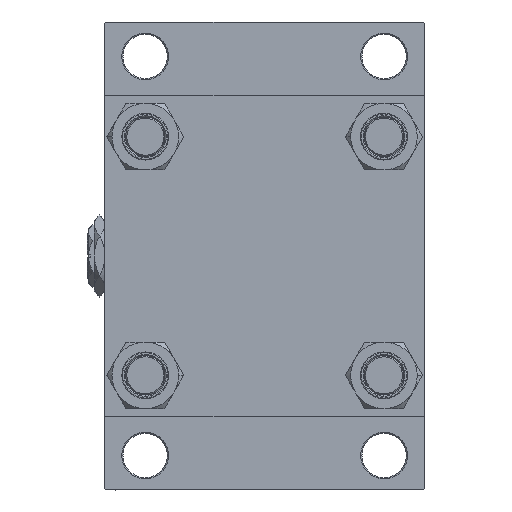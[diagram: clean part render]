
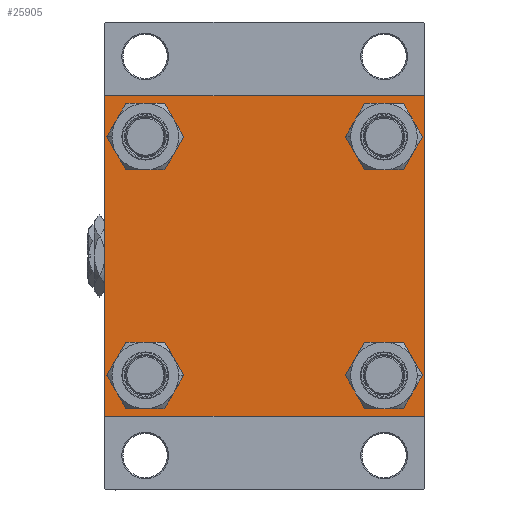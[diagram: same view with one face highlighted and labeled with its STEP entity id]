
A CAD part, left-side view. The second image highlights one B-rep face of the part: STEP entity #25905.
In plain terms, the highlighted planar face has unit normal (-1, 0, 0).
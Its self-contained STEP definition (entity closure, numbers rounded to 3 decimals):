
#448 = CARTESIAN_POINT ( 'NONE',  ( 0., 65., -64.5 ) ) ;
#559 = DIRECTION ( 'NONE',  ( 0., 0.707, 0.707 ) ) ;
#942 = ORIENTED_EDGE ( 'NONE', *, *, #29295, .T. ) ;
#1157 = CARTESIAN_POINT ( 'NONE',  ( 0., -48.45, -56.95 ) ) ;
#1352 = DIRECTION ( 'NONE',  ( 0., -1., 0. ) ) ;
#1685 = DIRECTION ( 'NONE',  ( 0., 0., -1. ) ) ;
#1707 = CIRCLE ( 'NONE', #6576, 8.5 ) ;
#2021 = EDGE_CURVE ( 'NONE', #31863, #46831, #48714, .T. ) ;
#2056 = DIRECTION ( 'NONE',  ( 0., 0., 1. ) ) ;
#2133 = DIRECTION ( 'NONE',  ( 0., 0.707, -0.707 ) ) ;
#2650 = LINE ( 'NONE', #45410, #45041 ) ;
#2684 = ORIENTED_EDGE ( 'NONE', *, *, #23830, .F. ) ;
#2989 = DIRECTION ( 'NONE',  ( 0., 0., 1. ) ) ;
#2997 = DIRECTION ( 'NONE',  ( 0., 0., 1. ) ) ;
#3011 = CIRCLE ( 'NONE', #31457, 8.5 ) ;
#3248 = EDGE_LOOP ( 'NONE', ( #14653, #46006 ) ) ;
#3583 = LINE ( 'NONE', #34383, #26043 ) ;
#3608 = VERTEX_POINT ( 'NONE', #40060 ) ;
#3998 = EDGE_CURVE ( 'NONE', #3608, #39682, #14678, .T. ) ;
#4366 = EDGE_CURVE ( 'NONE', #27790, #45831, #3583, .T. ) ;
#5045 = VECTOR ( 'NONE', #2133, 1000. ) ;
#5201 = VERTEX_POINT ( 'NONE', #1157 ) ;
#5616 = VECTOR ( 'NONE', #1685, 1000. ) ;
#6412 = EDGE_CURVE ( 'NONE', #10204, #39676, #20700, .T. ) ;
#6576 = AXIS2_PLACEMENT_3D ( 'NONE', #14473, #29986, #2997 ) ;
#6672 = CIRCLE ( 'NONE', #42448, 8.5 ) ;
#7148 = CIRCLE ( 'NONE', #10411, 8.5 ) ;
#7191 = LINE ( 'NONE', #14601, #5045 ) ;
#7697 = CARTESIAN_POINT ( 'NONE',  ( 0., -64.75, 64.75 ) ) ;
#7811 = DIRECTION ( 'NONE',  ( 1., 0., 0. ) ) ;
#7902 = DIRECTION ( 'NONE',  ( 1., 0., 0. ) ) ;
#8148 = EDGE_CURVE ( 'NONE', #44568, #11281, #6672, .T. ) ;
#8285 = CARTESIAN_POINT ( 'NONE',  ( 0., 48.45, -56.95 ) ) ;
#8590 = VERTEX_POINT ( 'NONE', #12340 ) ;
#8804 = EDGE_CURVE ( 'NONE', #10204, #41985, #7191, .T. ) ;
#8893 = EDGE_CURVE ( 'NONE', #39553, #39676, #34671, .T. ) ;
#9439 = CARTESIAN_POINT ( 'NONE',  ( 0., 65., 65. ) ) ;
#9775 = ORIENTED_EDGE ( 'NONE', *, *, #8148, .T. ) ;
#10204 = VERTEX_POINT ( 'NONE', #50229 ) ;
#10411 = AXIS2_PLACEMENT_3D ( 'NONE', #16964, #32462, #31704 ) ;
#11281 = VERTEX_POINT ( 'NONE', #29278 ) ;
#11795 = DIRECTION ( 'NONE',  ( 0., 0., 1. ) ) ;
#12340 = CARTESIAN_POINT ( 'NONE',  ( 0., -48.45, 39.95 ) ) ;
#12394 = AXIS2_PLACEMENT_3D ( 'NONE', #49907, #7902, #27240 ) ;
#12660 = LINE ( 'NONE', #12911, #5616 ) ;
#12911 = CARTESIAN_POINT ( 'NONE',  ( 0., -65., 65. ) ) ;
#13071 = EDGE_LOOP ( 'NONE', ( #23270, #40285, #32333, #41669, #2684, #23018, #46110, #24857 ) ) ;
#13263 = DIRECTION ( 'NONE',  ( 0., 0., -1. ) ) ;
#13342 = CARTESIAN_POINT ( 'NONE',  ( 0., 65., 64.5 ) ) ;
#14219 = FACE_BOUND ( 'NONE', #44050, .T. ) ;
#14473 = CARTESIAN_POINT ( 'NONE',  ( 0., 48.45, -48.45 ) ) ;
#14601 = CARTESIAN_POINT ( 'NONE',  ( 0., 64.75, 64.75 ) ) ;
#14653 = ORIENTED_EDGE ( 'NONE', *, *, #27165, .T. ) ;
#14666 = DIRECTION ( 'NONE',  ( 0., 0., 1. ) ) ;
#14678 = LINE ( 'NONE', #49292, #46339 ) ;
#15334 = CIRCLE ( 'NONE', #43776, 8.5 ) ;
#16110 = DIRECTION ( 'NONE',  ( 1., 0., 0. ) ) ;
#16144 = AXIS2_PLACEMENT_3D ( 'NONE', #26895, #7811, #42925 ) ;
#16964 = CARTESIAN_POINT ( 'NONE',  ( 0., 48.45, 48.45 ) ) ;
#16965 = EDGE_CURVE ( 'NONE', #45831, #3608, #2650, .T. ) ;
#17269 = DIRECTION ( 'NONE',  ( 0., 0., 1. ) ) ;
#17763 = CARTESIAN_POINT ( 'NONE',  ( 0., -48.45, 56.95 ) ) ;
#18132 = VERTEX_POINT ( 'NONE', #23214 ) ;
#18183 = DIRECTION ( 'NONE',  ( 0., -1., 0. ) ) ;
#18339 = CARTESIAN_POINT ( 'NONE',  ( 0., 48.45, 48.45 ) ) ;
#18715 = CARTESIAN_POINT ( 'NONE',  ( 0., -48.45, -48.45 ) ) ;
#19408 = CARTESIAN_POINT ( 'NONE',  ( 0., -48.45, 48.45 ) ) ;
#19880 = ORIENTED_EDGE ( 'NONE', *, *, #2021, .T. ) ;
#20700 = LINE ( 'NONE', #44605, #22042 ) ;
#21632 = AXIS2_PLACEMENT_3D ( 'NONE', #33799, #41427, #2989 ) ;
#22042 = VECTOR ( 'NONE', #1352, 1000. ) ;
#22086 = FACE_OUTER_BOUND ( 'NONE', #13071, .T. ) ;
#22684 = EDGE_LOOP ( 'NONE', ( #36223, #37030 ) ) ;
#23018 = ORIENTED_EDGE ( 'NONE', *, *, #8893, .T. ) ;
#23214 = CARTESIAN_POINT ( 'NONE',  ( 0., -48.45, -39.95 ) ) ;
#23270 = ORIENTED_EDGE ( 'NONE', *, *, #31685, .T. ) ;
#23830 = EDGE_CURVE ( 'NONE', #39553, #39682, #12660, .T. ) ;
#23930 = CARTESIAN_POINT ( 'NONE',  ( 0., 48.45, 39.95 ) ) ;
#24099 = CARTESIAN_POINT ( 'NONE',  ( 0., -65., 64.5 ) ) ;
#24726 = ORIENTED_EDGE ( 'NONE', *, *, #39350, .T. ) ;
#24857 = ORIENTED_EDGE ( 'NONE', *, *, #8804, .T. ) ;
#25173 = AXIS2_PLACEMENT_3D ( 'NONE', #25644, #41160, #17269 ) ;
#25624 = DIRECTION ( 'NONE',  ( 0., -0.707, 0.707 ) ) ;
#25644 = CARTESIAN_POINT ( 'NONE',  ( 0., 48.45, -48.45 ) ) ;
#25905 = ADVANCED_FACE ( 'NONE', ( #37862, #49079, #14219, #34041, #22086 ), #37612, .T. ) ;
#26043 = VECTOR ( 'NONE', #50159, 1000. ) ;
#26698 = CIRCLE ( 'NONE', #16144, 8.5 ) ;
#26850 = DIRECTION ( 'NONE',  ( 1., 0., 0. ) ) ;
#26895 = CARTESIAN_POINT ( 'NONE',  ( 0., -48.45, -48.45 ) ) ;
#27165 = EDGE_CURVE ( 'NONE', #18132, #5201, #3011, .T. ) ;
#27240 = DIRECTION ( 'NONE',  ( 0., 0., 1. ) ) ;
#27790 = VERTEX_POINT ( 'NONE', #448 ) ;
#28021 = LINE ( 'NONE', #9439, #39743 ) ;
#28219 = CARTESIAN_POINT ( 'NONE',  ( 0., 64.5, -65. ) ) ;
#28374 = EDGE_LOOP ( 'NONE', ( #942, #9775 ) ) ;
#28629 = VECTOR ( 'NONE', #559, 1000. ) ;
#29278 = CARTESIAN_POINT ( 'NONE',  ( 0., 48.45, 56.95 ) ) ;
#29295 = EDGE_CURVE ( 'NONE', #11281, #44568, #7148, .T. ) ;
#29986 = DIRECTION ( 'NONE',  ( 1., 0., 0. ) ) ;
#30098 = EDGE_CURVE ( 'NONE', #5201, #18132, #26698, .T. ) ;
#30309 = CARTESIAN_POINT ( 'NONE',  ( 0., 48.45, -39.95 ) ) ;
#31457 = AXIS2_PLACEMENT_3D ( 'NONE', #18715, #26850, #14666 ) ;
#31685 = EDGE_CURVE ( 'NONE', #41985, #27790, #28021, .T. ) ;
#31704 = DIRECTION ( 'NONE',  ( 0., 0., 1. ) ) ;
#31863 = VERTEX_POINT ( 'NONE', #30309 ) ;
#32333 = ORIENTED_EDGE ( 'NONE', *, *, #16965, .T. ) ;
#32462 = DIRECTION ( 'NONE',  ( 1., 0., 0. ) ) ;
#33611 = DIRECTION ( 'NONE',  ( 1., 0., 0. ) ) ;
#33799 = CARTESIAN_POINT ( 'NONE',  ( 0., 0., 0. ) ) ;
#34041 = FACE_BOUND ( 'NONE', #28374, .T. ) ;
#34319 = CIRCLE ( 'NONE', #12394, 8.5 ) ;
#34383 = CARTESIAN_POINT ( 'NONE',  ( 0., 64.75, -64.75 ) ) ;
#34671 = LINE ( 'NONE', #7697, #28629 ) ;
#34793 = EDGE_CURVE ( 'NONE', #45863, #8590, #15334, .T. ) ;
#36223 = ORIENTED_EDGE ( 'NONE', *, *, #34793, .T. ) ;
#37030 = ORIENTED_EDGE ( 'NONE', *, *, #46064, .T. ) ;
#37312 = CARTESIAN_POINT ( 'NONE',  ( 0., -65., -64.5 ) ) ;
#37612 = PLANE ( 'NONE',  #21632 ) ;
#37862 = FACE_BOUND ( 'NONE', #22684, .T. ) ;
#39350 = EDGE_CURVE ( 'NONE', #46831, #31863, #1707, .T. ) ;
#39553 = VERTEX_POINT ( 'NONE', #24099 ) ;
#39676 = VERTEX_POINT ( 'NONE', #41624 ) ;
#39682 = VERTEX_POINT ( 'NONE', #37312 ) ;
#39743 = VECTOR ( 'NONE', #13263, 1000. ) ;
#40060 = CARTESIAN_POINT ( 'NONE',  ( 0., -64.5, -65. ) ) ;
#40285 = ORIENTED_EDGE ( 'NONE', *, *, #4366, .T. ) ;
#41160 = DIRECTION ( 'NONE',  ( 1., 0., 0. ) ) ;
#41427 = DIRECTION ( 'NONE',  ( -1., 0., 0. ) ) ;
#41624 = CARTESIAN_POINT ( 'NONE',  ( 0., -64.5, 65. ) ) ;
#41669 = ORIENTED_EDGE ( 'NONE', *, *, #3998, .T. ) ;
#41985 = VERTEX_POINT ( 'NONE', #13342 ) ;
#42448 = AXIS2_PLACEMENT_3D ( 'NONE', #18339, #33611, #2056 ) ;
#42925 = DIRECTION ( 'NONE',  ( 0., 0., 1. ) ) ;
#43776 = AXIS2_PLACEMENT_3D ( 'NONE', #19408, #16110, #11795 ) ;
#44050 = EDGE_LOOP ( 'NONE', ( #19880, #24726 ) ) ;
#44568 = VERTEX_POINT ( 'NONE', #23930 ) ;
#44605 = CARTESIAN_POINT ( 'NONE',  ( 0., 65., 65. ) ) ;
#45041 = VECTOR ( 'NONE', #18183, 1000. ) ;
#45410 = CARTESIAN_POINT ( 'NONE',  ( 0., 65., -65. ) ) ;
#45831 = VERTEX_POINT ( 'NONE', #28219 ) ;
#45863 = VERTEX_POINT ( 'NONE', #17763 ) ;
#46006 = ORIENTED_EDGE ( 'NONE', *, *, #30098, .T. ) ;
#46064 = EDGE_CURVE ( 'NONE', #8590, #45863, #34319, .T. ) ;
#46110 = ORIENTED_EDGE ( 'NONE', *, *, #6412, .F. ) ;
#46339 = VECTOR ( 'NONE', #25624, 1000. ) ;
#46831 = VERTEX_POINT ( 'NONE', #8285 ) ;
#48714 = CIRCLE ( 'NONE', #25173, 8.5 ) ;
#49079 = FACE_BOUND ( 'NONE', #3248, .T. ) ;
#49292 = CARTESIAN_POINT ( 'NONE',  ( 0., -64.75, -64.75 ) ) ;
#49907 = CARTESIAN_POINT ( 'NONE',  ( 0., -48.45, 48.45 ) ) ;
#50159 = DIRECTION ( 'NONE',  ( 0., -0.707, -0.707 ) ) ;
#50229 = CARTESIAN_POINT ( 'NONE',  ( 0., 64.5, 65. ) ) ;
